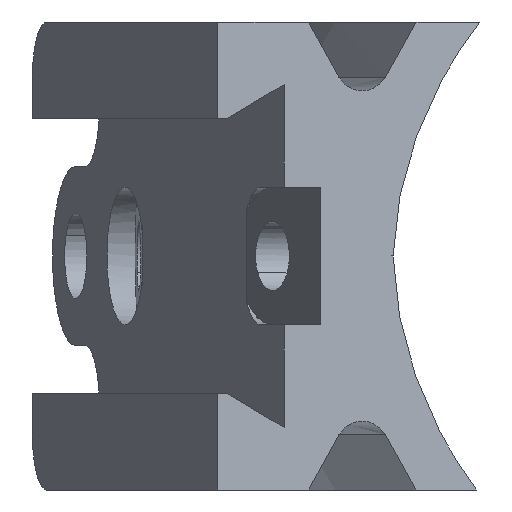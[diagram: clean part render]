
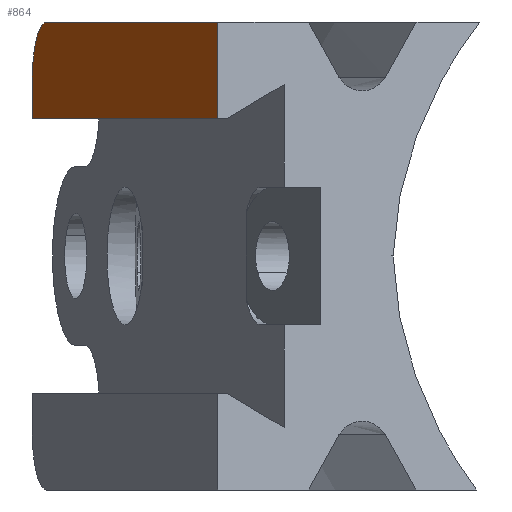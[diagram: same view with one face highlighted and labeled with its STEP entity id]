
A CAD part, front view. The second image highlights one B-rep face of the part: STEP entity #864.
In plain terms, the highlighted planar face has unit normal (-0.966, -0.259, 0).
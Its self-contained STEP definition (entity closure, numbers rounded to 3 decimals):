
#503=CARTESIAN_POINT('Vertex',(-11.374,-62.406,10.)) ;
#508=CARTESIAN_POINT('Line Origine',(-11.374,-62.406,11.5)) ;
#512=CARTESIAN_POINT('Vertex',(-11.374,-62.406,13.)) ;
#796=CARTESIAN_POINT('Axis2P3D Location',(-10.339,-66.269,13.)) ;
#800=CARTESIAN_POINT('Vertex',(-10.339,-66.269,17.)) ;
#833=CARTESIAN_POINT('Axis2P3D Location',(1.308,-109.736,-9.577)) ;
#838=CARTESIAN_POINT('Line Origine',(-4.645,-87.52,10.)) ;
#842=CARTESIAN_POINT('Vertex',(2.084,-112.634,10.)) ;
#845=CARTESIAN_POINT('Line Origine',(2.084,-112.634,13.5)) ;
#849=CARTESIAN_POINT('Vertex',(2.084,-112.634,17.)) ;
#852=CARTESIAN_POINT('Line Origine',(-4.127,-89.452,17.)) ;
#509=DIRECTION('Vector Direction',(0.,0.,1.)) ;
#797=DIRECTION('Axis2P3D Direction',(0.966,0.259,0.)) ;
#834=DIRECTION('Axis2P3D Direction',(0.966,0.259,0.)) ;
#835=DIRECTION('Axis2P3D XDirection',(0.,0.,-1.)) ;
#839=DIRECTION('Vector Direction',(-0.259,0.966,0.)) ;
#846=DIRECTION('Vector Direction',(0.,0.,-1.)) ;
#853=DIRECTION('Vector Direction',(-0.259,0.966,0.)) ;
#798=AXIS2_PLACEMENT_3D('Circle Axis2P3D',#796,#797,$) ;
#836=AXIS2_PLACEMENT_3D('Plane Axis2P3D',#833,#834,#835) ;
#858=ORIENTED_EDGE('',*,*,#844,.F.) ;
#859=ORIENTED_EDGE('',*,*,#851,.T.) ;
#860=ORIENTED_EDGE('',*,*,#856,.T.) ;
#861=ORIENTED_EDGE('',*,*,#802,.F.) ;
#862=ORIENTED_EDGE('',*,*,#514,.F.) ;
#510=VECTOR('Line Direction',#509,1.) ;
#840=VECTOR('Line Direction',#839,1.) ;
#847=VECTOR('Line Direction',#846,1.) ;
#854=VECTOR('Line Direction',#853,1.) ;
#864=ADVANCED_FACE('',(#863),#837,.F.) ;
#799=CIRCLE('generated circle',#798,4.) ;
#514=EDGE_CURVE('',#504,#513,#511,.T.) ;
#802=EDGE_CURVE('',#513,#801,#799,.T.) ;
#844=EDGE_CURVE('',#843,#504,#841,.T.) ;
#851=EDGE_CURVE('',#843,#850,#848,.F.) ;
#856=EDGE_CURVE('',#850,#801,#855,.T.) ;
#857=EDGE_LOOP('',(#858,#859,#860,#861,#862)) ;
#863=FACE_OUTER_BOUND('',#857,.T.) ;
#511=LINE('Line',#508,#510) ;
#841=LINE('Line',#838,#840) ;
#848=LINE('Line',#845,#847) ;
#855=LINE('Line',#852,#854) ;
#837=PLANE('Plane',#836) ;
#504=VERTEX_POINT('',#503) ;
#513=VERTEX_POINT('',#512) ;
#801=VERTEX_POINT('',#800) ;
#843=VERTEX_POINT('',#842) ;
#850=VERTEX_POINT('',#849) ;
